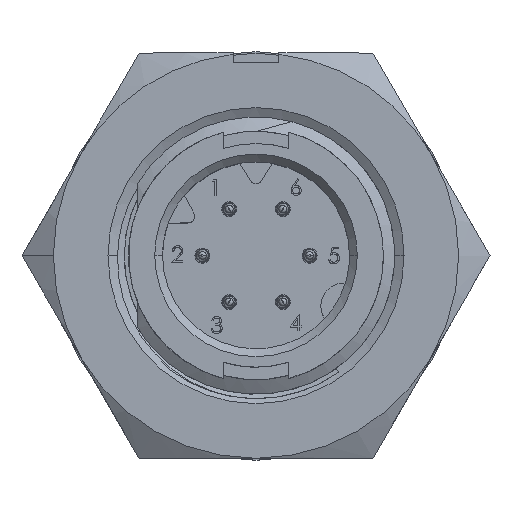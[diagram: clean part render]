
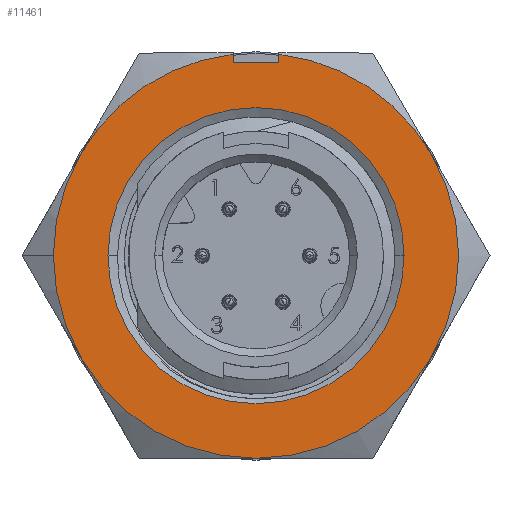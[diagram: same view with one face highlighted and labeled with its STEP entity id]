
A CAD part, top view. The second image highlights one B-rep face of the part: STEP entity #11461.
In plain terms, the highlighted planar face has unit normal (0, 0, 1).
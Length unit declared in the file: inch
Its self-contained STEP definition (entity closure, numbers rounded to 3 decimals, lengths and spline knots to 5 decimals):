
#566 = VERTEX_POINT ( 'NONE', #22419 ) ;
#627 = EDGE_LOOP ( 'NONE', ( #8664, #11928, #12017, #11976, #17916, #11887, #17981, #18103, #12140, #8649 ) ) ;
#646 = VERTEX_POINT ( 'NONE', #23069 ) ;
#680 = VERTEX_POINT ( 'NONE', #22954 ) ;
#773 = EDGE_LOOP ( 'NONE', ( #17782, #12075 ) ) ;
#906 = VERTEX_POINT ( 'NONE', #23460 ) ;
#958 = VERTEX_POINT ( 'NONE', #23354 ) ;
#1358 = DIRECTION ( 'NONE',  ( -1., 0., 0. ) ) ;
#1369 = CARTESIAN_POINT ( 'NONE',  ( 0., 0., -0.2469 ) ) ;
#1410 = DIRECTION ( 'NONE',  ( 0., 0., -1. ) ) ;
#1624 = VECTOR ( 'NONE', #12605, 39.37008 ) ;
#1659 = AXIS2_PLACEMENT_3D ( 'NONE', #13204, #13205, #13206 ) ;
#1682 = AXIS2_PLACEMENT_3D ( 'NONE', #13210, #13214, #13215 ) ;
#2949 = AXIS2_PLACEMENT_3D ( 'NONE', #22988, #23388, #23408 ) ;
#8649 = ORIENTED_EDGE ( 'NONE', *, *, #10375, .F. ) ;
#8664 = ORIENTED_EDGE ( 'NONE', *, *, #11374, .F. ) ;
#8917 = CARTESIAN_POINT ( 'NONE',  ( 0., 0., -0.2469 ) ) ;
#8918 = DIRECTION ( 'NONE',  ( 0., 0., -1. ) ) ;
#8919 = DIRECTION ( 'NONE',  ( -1., 0., 0. ) ) ;
#10132 = EDGE_CURVE ( 'NONE', #19463, #19514, #12427, .T. ) ;
#10317 = EDGE_CURVE ( 'NONE', #958, #906, #12430, .T. ) ;
#10318 = EDGE_CURVE ( 'NONE', #19514, #646, #12273, .T. ) ;
#10334 = EDGE_CURVE ( 'NONE', #19491, #19415, #12459, .T. ) ;
#10375 = EDGE_CURVE ( 'NONE', #680, #566, #12205, .T. ) ;
#10639 = EDGE_CURVE ( 'NONE', #646, #19491, #12185, .T. ) ;
#10687 = EDGE_CURVE ( 'NONE', #19422, #19485, #20339, .T. ) ;
#10741 = EDGE_CURVE ( 'NONE', #19415, #19422, #20821, .T. ) ;
#11111 = EDGE_CURVE ( 'NONE', #566, #19463, #12449, .T. ) ;
#11229 = EDGE_CURVE ( 'NONE', #19485, #17372, #12603, .T. ) ;
#11371 = EDGE_CURVE ( 'NONE', #906, #958, #18190, .T. ) ;
#11374 = EDGE_CURVE ( 'NONE', #17372, #680, #18237, .T. ) ;
#11461 = ADVANCED_FACE ( 'NONE', ( #18531, #18513 ), #14594, .F. ) ;
#11887 = ORIENTED_EDGE ( 'NONE', *, *, #10639, .F. ) ;
#11928 = ORIENTED_EDGE ( 'NONE', *, *, #11229, .F. ) ;
#11976 = ORIENTED_EDGE ( 'NONE', *, *, #10741, .F. ) ;
#12017 = ORIENTED_EDGE ( 'NONE', *, *, #10687, .F. ) ;
#12075 = ORIENTED_EDGE ( 'NONE', *, *, #11371, .T. ) ;
#12140 = ORIENTED_EDGE ( 'NONE', *, *, #11111, .F. ) ;
#12185 = CIRCLE ( 'NONE', #23601, 0.31 ) ;
#12205 = CIRCLE ( 'NONE', #19104, 0.31 ) ;
#12273 = CIRCLE ( 'NONE', #19075, 0.31 ) ;
#12427 = CIRCLE ( 'NONE', #2949, 0.31 ) ;
#12430 = CIRCLE ( 'NONE', #19068, 0.2265 ) ;
#12449 = CIRCLE ( 'NONE', #21941, 0.31 ) ;
#12459 = CIRCLE ( 'NONE', #18965, 0.31 ) ;
#12603 = LINE ( 'NONE', #12604, #1624 ) ;
#12604 = CARTESIAN_POINT ( 'NONE',  ( 0.035, 0.35188, -0.2469 ) ) ;
#12605 = DIRECTION ( 'NONE',  ( 0., 1., 0. ) ) ;
#13204 = CARTESIAN_POINT ( 'NONE',  ( 0., 0., -0.2469 ) ) ;
#13205 = DIRECTION ( 'NONE',  ( 0., 0., -1. ) ) ;
#13206 = DIRECTION ( 'NONE',  ( -1., 0., 0. ) ) ;
#13210 = CARTESIAN_POINT ( 'NONE',  ( 0., 0., -0.2469 ) ) ;
#13214 = DIRECTION ( 'NONE',  ( 0., 0., -1. ) ) ;
#13215 = DIRECTION ( 'NONE',  ( -1., 0., 0. ) ) ;
#14594 = PLANE ( 'NONE',  #18428 ) ;
#14595 = CARTESIAN_POINT ( 'NONE',  ( 0., -0.62, -0.2469 ) ) ;
#14596 = DIRECTION ( 'NONE',  ( 0., 0., -1. ) ) ;
#14597 = DIRECTION ( 'NONE',  ( -1., 0., 0. ) ) ;
#15985 = CARTESIAN_POINT ( 'NONE',  ( 0., 0., -0.2469 ) ) ;
#15998 = DIRECTION ( 'NONE',  ( 0., 0., -1. ) ) ;
#16076 = DIRECTION ( 'NONE',  ( -1., 0., 0. ) ) ;
#16077 = DIRECTION ( 'NONE',  ( 0., 0., -1. ) ) ;
#16078 = CARTESIAN_POINT ( 'NONE',  ( 0., 0., -0.2469 ) ) ;
#16079 = DIRECTION ( 'NONE',  ( -1., 0., 0. ) ) ;
#16080 = DIRECTION ( 'NONE',  ( 0., 0., -1. ) ) ;
#16111 = CARTESIAN_POINT ( 'NONE',  ( 0., 0., -0.2469 ) ) ;
#16115 = DIRECTION ( 'NONE',  ( -1., 0., 0. ) ) ;
#16841 = CARTESIAN_POINT ( 'NONE',  ( 0.035, 0.30802, -0.2469 ) ) ;
#17130 = CARTESIAN_POINT ( 'NONE',  ( -0.035, 0.30802, -0.2469 ) ) ;
#17137 = CARTESIAN_POINT ( 'NONE',  ( -0.035, 0.295, -0.2469 ) ) ;
#17178 = CARTESIAN_POINT ( 'NONE',  ( 0., -0.31, -0.2469 ) ) ;
#17200 = CARTESIAN_POINT ( 'NONE',  ( 0.035, 0.295, -0.2469 ) ) ;
#17206 = CARTESIAN_POINT ( 'NONE',  ( -0.26847, 0.155, -0.2469 ) ) ;
#17229 = CARTESIAN_POINT ( 'NONE',  ( -0.26847, -0.155, -0.2469 ) ) ;
#17372 = VERTEX_POINT ( 'NONE', #16841 ) ;
#17782 = ORIENTED_EDGE ( 'NONE', *, *, #10317, .T. ) ;
#17916 = ORIENTED_EDGE ( 'NONE', *, *, #10334, .F. ) ;
#17981 = ORIENTED_EDGE ( 'NONE', *, *, #10318, .F. ) ;
#18103 = ORIENTED_EDGE ( 'NONE', *, *, #10132, .F. ) ;
#18190 = CIRCLE ( 'NONE', #1659, 0.2265 ) ;
#18237 = CIRCLE ( 'NONE', #1682, 0.31 ) ;
#18428 = AXIS2_PLACEMENT_3D ( 'NONE', #14595, #14596, #14597 ) ;
#18513 = FACE_OUTER_BOUND ( 'NONE', #627, .T. ) ;
#18531 = FACE_BOUND ( 'NONE', #773, .T. ) ;
#18965 = AXIS2_PLACEMENT_3D ( 'NONE', #16111, #15998, #16115 ) ;
#19068 = AXIS2_PLACEMENT_3D ( 'NONE', #15985, #16080, #16079 ) ;
#19075 = AXIS2_PLACEMENT_3D ( 'NONE', #16078, #16077, #16076 ) ;
#19104 = AXIS2_PLACEMENT_3D ( 'NONE', #1369, #1410, #1358 ) ;
#19415 = VERTEX_POINT ( 'NONE', #17130 ) ;
#19422 = VERTEX_POINT ( 'NONE', #17137 ) ;
#19463 = VERTEX_POINT ( 'NONE', #17178 ) ;
#19485 = VERTEX_POINT ( 'NONE', #17200 ) ;
#19491 = VERTEX_POINT ( 'NONE', #17206 ) ;
#19514 = VERTEX_POINT ( 'NONE', #17229 ) ;
#20090 = CARTESIAN_POINT ( 'NONE',  ( 0., 0., -0.2469 ) ) ;
#20100 = DIRECTION ( 'NONE',  ( 0., 0., -1. ) ) ;
#20101 = DIRECTION ( 'NONE',  ( -1., 0., 0. ) ) ;
#20339 = LINE ( 'NONE', #20340, #23704 ) ;
#20340 = CARTESIAN_POINT ( 'NONE',  ( -0.035, 0.295, -0.2469 ) ) ;
#20341 = DIRECTION ( 'NONE',  ( 1., 0., 0. ) ) ;
#20821 = LINE ( 'NONE', #20822, #23670 ) ;
#20822 = CARTESIAN_POINT ( 'NONE',  ( -0.035, 0.35188, -0.2469 ) ) ;
#20823 = DIRECTION ( 'NONE',  ( 0., -1., 0. ) ) ;
#21941 = AXIS2_PLACEMENT_3D ( 'NONE', #8917, #8918, #8919 ) ;
#22419 = CARTESIAN_POINT ( 'NONE',  ( 0.26847, -0.155, -0.2469 ) ) ;
#22954 = CARTESIAN_POINT ( 'NONE',  ( 0.26847, 0.155, -0.2469 ) ) ;
#22988 = CARTESIAN_POINT ( 'NONE',  ( 0., 0., -0.2469 ) ) ;
#23069 = CARTESIAN_POINT ( 'NONE',  ( -0.31, 0., -0.2469 ) ) ;
#23354 = CARTESIAN_POINT ( 'NONE',  ( 0.2265, 0., -0.2469 ) ) ;
#23388 = DIRECTION ( 'NONE',  ( 0., 0., -1. ) ) ;
#23408 = DIRECTION ( 'NONE',  ( -1., 0., 0. ) ) ;
#23460 = CARTESIAN_POINT ( 'NONE',  ( -0.2265, 0., -0.2469 ) ) ;
#23601 = AXIS2_PLACEMENT_3D ( 'NONE', #20090, #20100, #20101 ) ;
#23670 = VECTOR ( 'NONE', #20823, 39.37008 ) ;
#23704 = VECTOR ( 'NONE', #20341, 39.37008 ) ;
